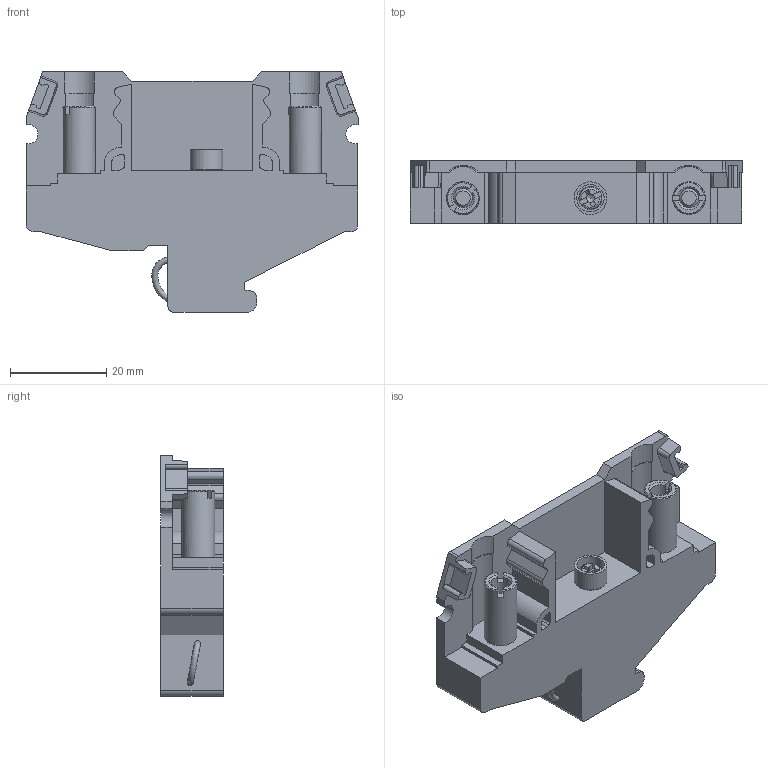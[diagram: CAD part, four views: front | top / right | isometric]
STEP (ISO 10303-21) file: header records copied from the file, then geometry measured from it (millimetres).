
FILE_DESCRIPTION(/* description */ ('Unknown'),/* implementation_level */ '2;1');
FILE_NAME(/* name */ 'CLTDM4NV_3D_SOILD',/* time_stamp */ '2025-03-20T10:50:49+05:00',/* author */ ('Unknown'),/* organization */ ('Unknown'),/* preprocessor_version */ 'ST-DEVELOPER v16.7',/* originating_system */ 'Solid Edge',/* authorisation */ 'Unknown');
FILE_SCHEMA (('AUTOMOTIVE_DESIGN {1 0 10303 214 3 1 1}'));
Length unit declared in the file: millimetre
Products named in the file (1): CLTDM4NV_3D_SOILD
Bounding box: 69 x 13 x 50 mm (x, y, z)
Volume: 21777.9 mm3; surface area: 10170.4 mm2
Topology: 1 solids, 1 shells, 197 faces, 548 edges, 362 vertices
Faces by surface type: plane 126, cylinder 46, cone 19, torus 5, bspline 1
Full cylindrical faces by diameter (mm): 4 x3, 5.7 x1, 6.8 x3
Entity records: 7853 total; most frequent: CARTESIAN_POINT 1437, ORIENTED_EDGE 1046, DIRECTION 1028, EDGE_CURVE 523, VERTEX_POINT 354, LINE 352, VECTOR 352, AXIS2_PLACEMENT_3D 338
